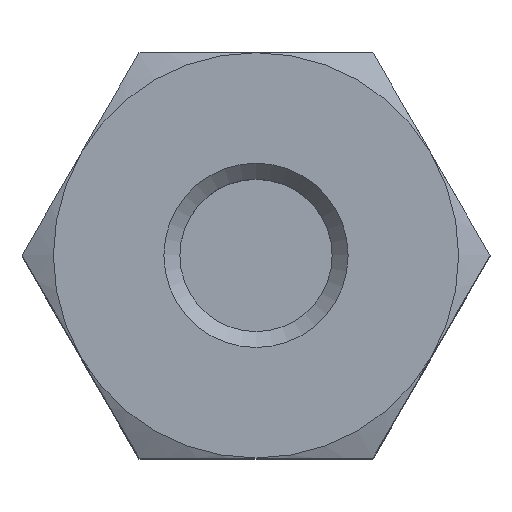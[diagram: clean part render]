
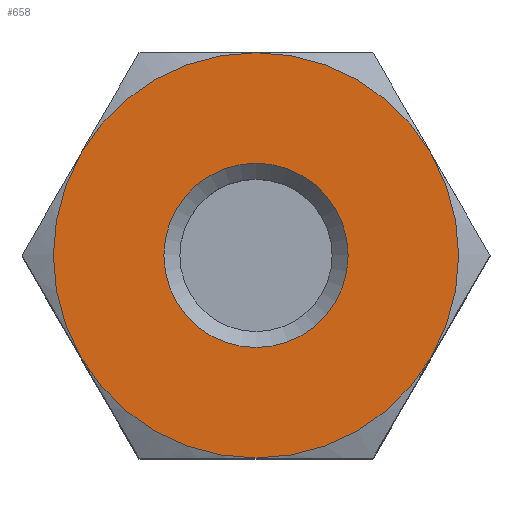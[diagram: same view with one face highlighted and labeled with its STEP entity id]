
A CAD part, top view. The second image highlights one B-rep face of the part: STEP entity #658.
In plain terms, the highlighted face is planar.
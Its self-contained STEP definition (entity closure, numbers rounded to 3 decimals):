
#66=PLANE('',#746);
#90=CIRCLE('',#737,5.5);
#91=CIRCLE('',#739,5.5);
#92=CIRCLE('',#741,5.5);
#93=CIRCLE('',#743,5.5);
#94=CIRCLE('',#745,5.5);
#95=CIRCLE('',#747,2.5);
#96=CIRCLE('',#748,5.5);
#265=ORIENTED_EDGE('',*,*,#371,.F.);
#266=ORIENTED_EDGE('',*,*,#366,.T.);
#267=ORIENTED_EDGE('',*,*,#370,.T.);
#268=ORIENTED_EDGE('',*,*,#372,.T.);
#269=ORIENTED_EDGE('',*,*,#369,.T.);
#270=ORIENTED_EDGE('',*,*,#368,.T.);
#271=ORIENTED_EDGE('',*,*,#367,.T.);
#366=EDGE_CURVE('',#410,#408,#90,.T.);
#367=EDGE_CURVE('',#412,#410,#91,.T.);
#368=EDGE_CURVE('',#414,#412,#92,.T.);
#369=EDGE_CURVE('',#404,#414,#93,.T.);
#370=EDGE_CURVE('',#408,#406,#94,.T.);
#371=EDGE_CURVE('',#428,#428,#95,.T.);
#372=EDGE_CURVE('',#406,#404,#96,.T.);
#404=VERTEX_POINT('',#1094);
#406=VERTEX_POINT('',#1106);
#408=VERTEX_POINT('',#1118);
#410=VERTEX_POINT('',#1130);
#412=VERTEX_POINT('',#1142);
#414=VERTEX_POINT('',#1154);
#428=VERTEX_POINT('',#1258);
#524=EDGE_LOOP('',(#265));
#525=EDGE_LOOP('',(#266,#267,#268,#269,#270,#271));
#580=FACE_BOUND('',#524,.T.);
#581=FACE_BOUND('',#525,.T.);
#658=ADVANCED_FACE('',(#580,#581),#66,.F.);
#737=AXIS2_PLACEMENT_3D('',#1247,#887,#888);
#739=AXIS2_PLACEMENT_3D('',#1249,#891,#892);
#741=AXIS2_PLACEMENT_3D('',#1251,#895,#896);
#743=AXIS2_PLACEMENT_3D('',#1253,#899,#900);
#745=AXIS2_PLACEMENT_3D('',#1255,#903,#904);
#746=AXIS2_PLACEMENT_3D('',#1256,#905,#906);
#747=AXIS2_PLACEMENT_3D('',#1257,#907,#908);
#748=AXIS2_PLACEMENT_3D('',#1259,#909,#910);
#887=DIRECTION('',(1.,0.,0.));
#888=DIRECTION('',(0.,0.,-1.));
#891=DIRECTION('',(1.,0.,0.));
#892=DIRECTION('',(0.,0.,-1.));
#895=DIRECTION('',(1.,0.,0.));
#896=DIRECTION('',(0.,0.,-1.));
#899=DIRECTION('',(1.,0.,0.));
#900=DIRECTION('',(0.,0.,-1.));
#903=DIRECTION('',(1.,0.,0.));
#904=DIRECTION('',(0.,0.,-1.));
#905=DIRECTION('',(-1.,0.,0.));
#906=DIRECTION('',(0.,0.,1.));
#907=DIRECTION('',(1.,0.,0.));
#908=DIRECTION('',(0.,0.,-1.));
#909=DIRECTION('',(1.,0.,0.));
#910=DIRECTION('',(0.,0.,-1.));
#1094=CARTESIAN_POINT('',(20.,-2.75,4.763));
#1106=CARTESIAN_POINT('',(20.,2.75,4.763));
#1118=CARTESIAN_POINT('',(20.,5.5,0.));
#1130=CARTESIAN_POINT('',(20.,2.75,-4.763));
#1142=CARTESIAN_POINT('',(20.,-2.75,-4.763));
#1154=CARTESIAN_POINT('',(20.,-5.5,0.));
#1247=CARTESIAN_POINT('',(20.,0.,0.));
#1249=CARTESIAN_POINT('',(20.,0.,0.));
#1251=CARTESIAN_POINT('',(20.,0.,0.));
#1253=CARTESIAN_POINT('',(20.,0.,0.));
#1255=CARTESIAN_POINT('',(20.,0.,0.));
#1256=CARTESIAN_POINT('',(20.,5.5,0.));
#1257=CARTESIAN_POINT('',(20.,0.,0.));
#1258=CARTESIAN_POINT('',(20.,0.,-2.5));
#1259=CARTESIAN_POINT('',(20.,0.,0.));
